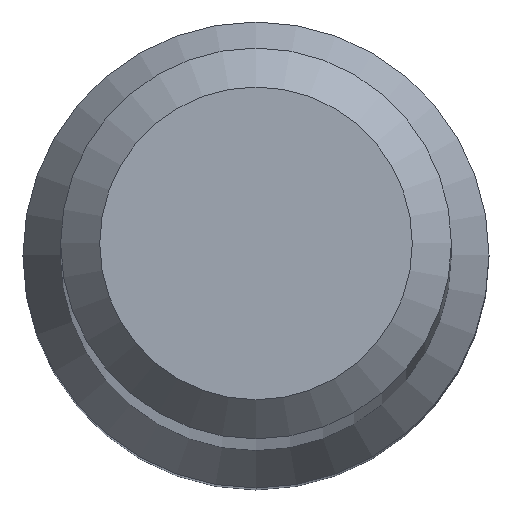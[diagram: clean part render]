
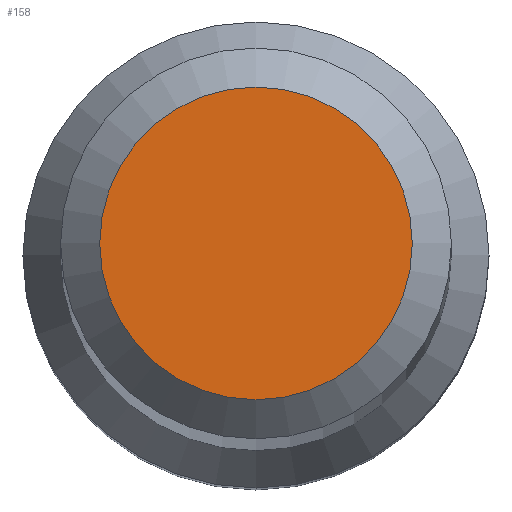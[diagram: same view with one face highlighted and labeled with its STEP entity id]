
A CAD part, top view. The second image highlights one B-rep face of the part: STEP entity #158.
In plain terms, the highlighted planar face has unit normal (0, 0, 1).
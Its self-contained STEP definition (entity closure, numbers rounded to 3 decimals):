
#2 = CARTESIAN_POINT ( 'NONE',  ( 0., 1.6, 80. ) ) ;
#17 = CARTESIAN_POINT ( 'NONE',  ( 0., 0., 80. ) ) ;
#18 = CARTESIAN_POINT ( 'NONE',  ( 0., 0., 80. ) ) ;
#68 = FACE_OUTER_BOUND ( 'NONE', #84, .T. ) ;
#84 = EDGE_LOOP ( 'NONE', ( #117 ) ) ;
#92 = DIRECTION ( 'NONE',  ( 0., 1., 0. ) ) ;
#93 = VERTEX_POINT ( 'NONE', #2 ) ;
#98 = CIRCLE ( 'NONE', #137, 1.6 ) ;
#113 = AXIS2_PLACEMENT_3D ( 'NONE', #17, #121, #216 ) ;
#117 = ORIENTED_EDGE ( 'NONE', *, *, #201, .F. ) ;
#121 = DIRECTION ( 'NONE',  ( 0., 0., -1. ) ) ;
#137 = AXIS2_PLACEMENT_3D ( 'NONE', #18, #218, #92 ) ;
#158 = ADVANCED_FACE ( 'NONE', ( #68 ), #184, .F. ) ;
#184 = PLANE ( 'NONE',  #113 ) ;
#201 = EDGE_CURVE ( 'NONE', #93, #93, #98, .T. ) ;
#216 = DIRECTION ( 'NONE',  ( 0., 1., 0. ) ) ;
#218 = DIRECTION ( 'NONE',  ( 0., 0., -1. ) ) ;
